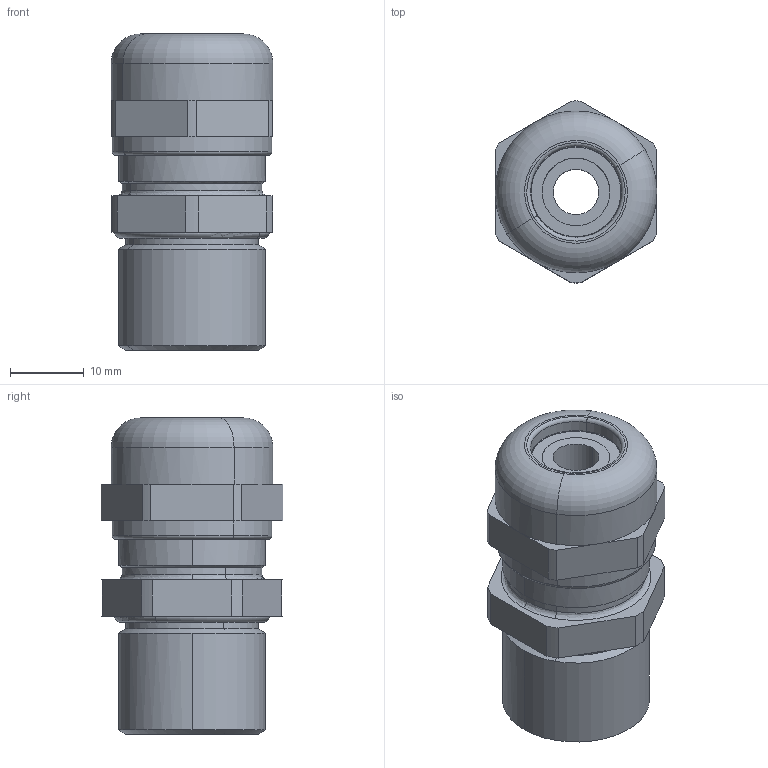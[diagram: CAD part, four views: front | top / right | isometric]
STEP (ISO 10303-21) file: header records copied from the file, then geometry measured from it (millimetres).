
FILE_DESCRIPTION(('CATIA V5R24 STEP','CAx-IF Rec.Pracs.--- Model Styling and Organization---1.2---2011-12-15'),'2;1');
FILE_NAME ('D1452093_1_1460050000_1460050000.stp','2018-04-06T09:02:27+00:00',('none'),('Weidmueller'),'CATIA Version 5-6 Release 2014 SP4 HF52','CATIA V5 STEP AP214','none');
FILE_SCHEMA(('AUTOMOTIVE_DESIGN { 1 0 10303 214 1 1 1 1 }'));
Length unit declared in the file: millimetre
Products named in the file (1): VG_M20_3-12
Bounding box: 22 x 24.75 x 43 mm (x, y, z)
Volume: 10697.9 mm3; surface area: 11901.1 mm2
Topology: 5 solids, 5 shells, 285 faces, 782 edges, 528 vertices
Faces by surface type: bspline 92, plane 87, cylinder 64, cone 16, torus 14, revolution 12
Entity records: 10666 total; most frequent: CARTESIAN_POINT 4140, ORIENTED_EDGE 1564, EDGE_CURVE 782, DIRECTION 749, VERTEX_POINT 528, B_SPLINE_CURVE_WITH_KNOTS 385, AXIS2_PLACEMENT_3D 335, EDGE_LOOP 316
